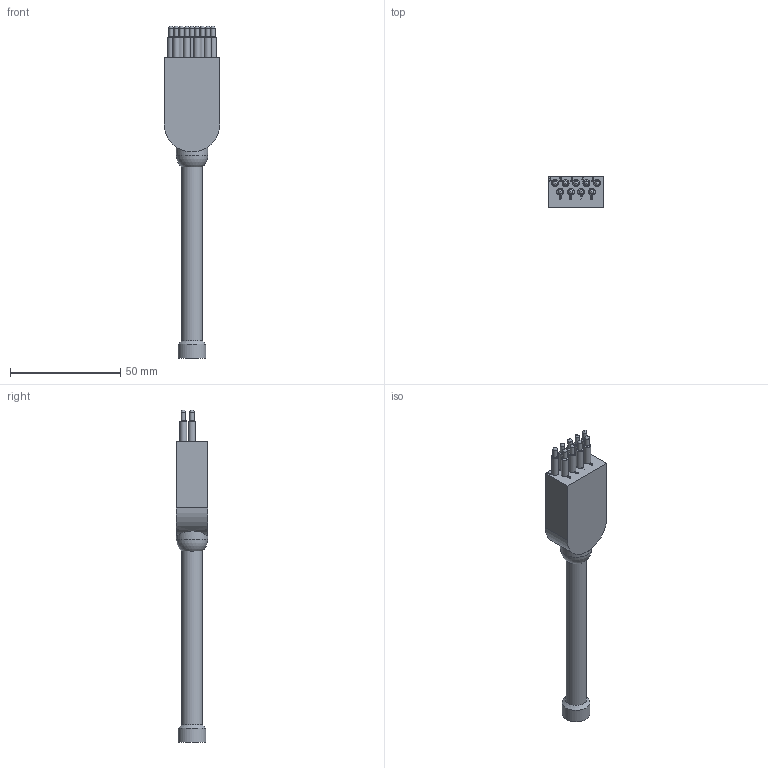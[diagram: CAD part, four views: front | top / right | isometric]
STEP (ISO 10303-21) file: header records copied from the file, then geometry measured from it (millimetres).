
FILE_DESCRIPTION(/* description */ (''),/* implementation_level */ '2;1');
FILE_NAME(/* name */ 'DLPDC9M.stp',/* time_stamp */ '2015-10-06T09:36:55+02:00',/* author */ ('sh'),/* organization */ (''),/* preprocessor_version */ 'ST-DEVELOPER v15.2',/* originating_system */ 'Autodesk Inventor 2014',/* authorisation */ '');
FILE_SCHEMA (('AUTOMOTIVE_DESIGN { 1 0 10303 214 3 1 1 }'));
Length unit declared in the file: inch
Products named in the file (1): DLPDC9M
Bounding box: 25.4 x 14.27 x 150.8 mm (x, y, z)
Volume: 22679.2 mm3; surface area: 11327.6 mm2
Topology: 11 solids, 11 shells, 320 faces, 788 edges, 522 vertices
Faces by surface type: plane 117, bspline 110, cylinder 60, cone 24, torus 8, sphere 1
Full cylindrical faces by diameter (mm): 0.711 x12, 1.321 x14, 1.986 x18, 3.175 x11, 9.525 x1, 12.7 x1, 14.275 x1
Entity records: 9773 total; most frequent: CARTESIAN_POINT 3130, ORIENTED_EDGE 1314, DIRECTION 1013, EDGE_CURVE 657, VERTEX_POINT 483, EDGE_LOOP 452, AXIS2_PLACEMENT_3D 364, ADVANCED_FACE 320
